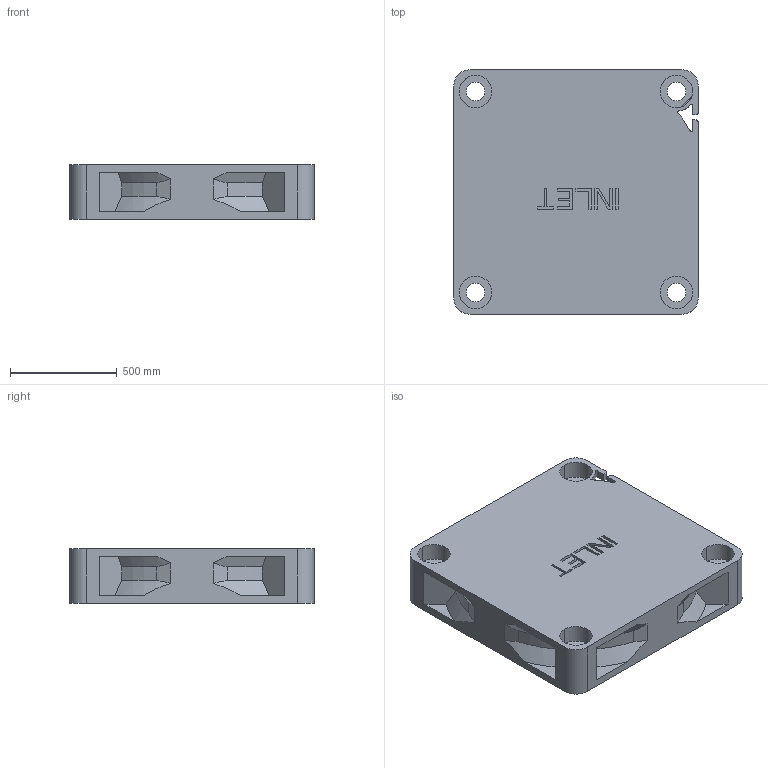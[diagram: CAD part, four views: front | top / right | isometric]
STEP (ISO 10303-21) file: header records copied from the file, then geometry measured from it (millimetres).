
FILE_DESCRIPTION((''),'2;1');
FILE_NAME('PRT0001','2017-08-16T',('DJOKOVIC.LIU'),(''),'CREO PARAMETRIC BY PTC INC, 2015080','CREO PARAMETRIC BY PTC INC, 2015080','');
FILE_SCHEMA(('CONFIG_CONTROL_DESIGN'));
Length unit declared in the file: inch
Products named in the file (1): PRT0001
Bounding box: 1143 x 1143 x 254 mm (x, y, z)
Volume: 299120812.4 mm3; surface area: 4391174.8 mm2
Topology: 1 solids, 1 shells, 266 faces, 729 edges, 486 vertices
Faces by surface type: plane 208, cylinder 42, cone 16
Entity records: 8521 total; most frequent: CARTESIAN_POINT 1689, ORIENTED_EDGE 1458, DIRECTION 1312, EDGE_CURVE 729, VECTOR 576, LINE 576, VERTEX_POINT 486, AXIS2_PLACEMENT_3D 368
